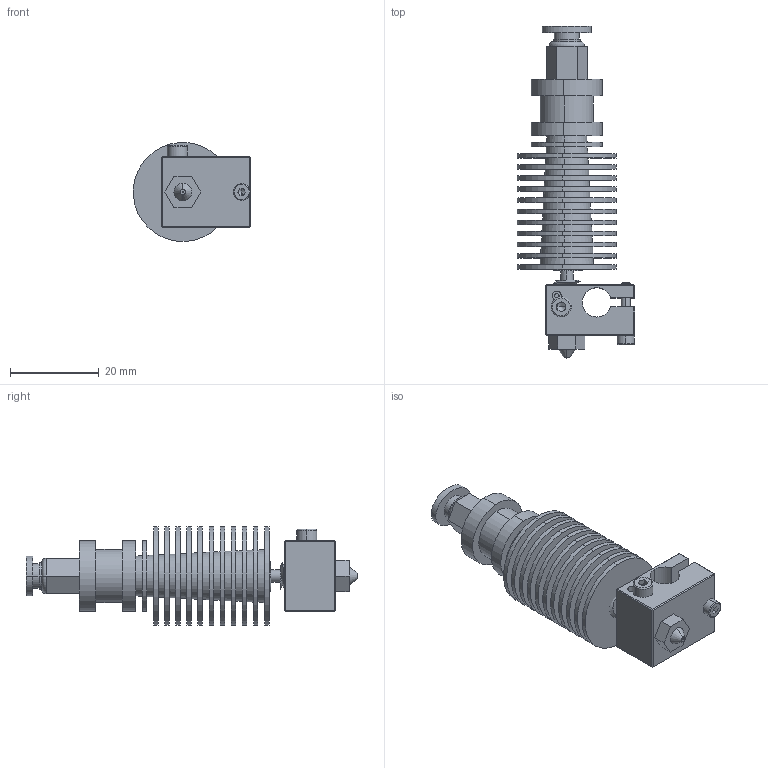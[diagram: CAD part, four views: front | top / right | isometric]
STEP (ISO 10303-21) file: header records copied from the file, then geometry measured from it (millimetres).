
FILE_DESCRIPTION (( 'STEP AP214' ), '1' );
FILE_NAME ('E3D.V6-1.75mm_0.3Nozzle_wPushIn_Bowden.STEP', '2014-10-05T12:58:32', ( 'Team QcM' ), ( 'Team QcM v.1' ), 'SwSTEP 2.0', 'SolidWorks 2012', '' );
FILE_SCHEMA (( 'AUTOMOTIVE_DESIGN' ));
Length unit declared in the file: millimetre
Products named in the file (11): 4mm M5 male Push In^E3D.V6-1.75mm_0.3Nozzle_wPushIn_Bowden; Push-In^4mm M5 male Push In_E3D.V6-1.75mm_0.3Nozzle_wPushIn_Bowden; Bushing^4mm M5 male Push In_E3D.V6-1.75mm_0.3Nozzle_wPushIn_Bowden; Bronse fitting^4mm M5 male Push In_E3D.V6-1.75mm_0.3Nozzle_wPushIn_Bowden; Heatsink^E3D.V6-1.75mm_0.3Nozzle_wPushIn_Bowden; Heatbreak^E3D.V6-1.75mm_0.3Nozzle_wPushIn_Bowden; socket head cap screw_din_DIN 912 M2.5 x 4 --- 4C; socket head cap screw_din_DIN 912 M2 x 12 --- 12C; Heater_Block^E3D.V6-1.75mm_0.3Nozzle_wPushIn_Bowden; Nozzle 0.3mm^E3D.V6-1.75mm_0.3Nozzle_wPushIn_Bowden; E3D.V6-1.75mm_0.3Nozzle_wPushIn_Bowden
Assembly tree (10 placements, depth 3):
  E3D.V6-1.75mm_0.3Nozzle_wPushIn_Bowden
    Nozzle 0.3mm^E3D.V6-1.75mm_0.3Nozzle_wPushIn_Bowden
    Heater_Block^E3D.V6-1.75mm_0.3Nozzle_wPushIn_Bowden
    socket head cap screw_din_DIN 912 M2 x 12 --- 12C
    socket head cap screw_din_DIN 912 M2.5 x 4 --- 4C
    Heatbreak^E3D.V6-1.75mm_0.3Nozzle_wPushIn_Bowden
    Heatsink^E3D.V6-1.75mm_0.3Nozzle_wPushIn_Bowden
    4mm M5 male Push In^E3D.V6-1.75mm_0.3Nozzle_wPushIn_Bowden
      Bronse fitting^4mm M5 male Push In_E3D.V6-1.75mm_0.3Nozzle_wPushIn_Bowden
      Bushing^4mm M5 male Push In_E3D.V6-1.75mm_0.3Nozzle_wPushIn_Bowden
      Push-In^4mm M5 male Push In_E3D.V6-1.75mm_0.3Nozzle_wPushIn_Bowden
Bounding box: 26.36 x 74.7 x 22.22 mm (x, y, z)
Volume: 11328.9 mm3; surface area: 15071.2 mm2
Topology: 9 solids, 9 shells, 594 faces, 1463 edges, 948 vertices
Faces by surface type: plane 335, cylinder 158, bspline 46, cone 45, torus 10
Entity records: 24406 total; most frequent: CARTESIAN_POINT 10363, ORIENTED_EDGE 2914, DIRECTION 2573, EDGE_CURVE 1457, VERTEX_POINT 948, VECTOR 875, LINE 875, AXIS2_PLACEMENT_3D 849
